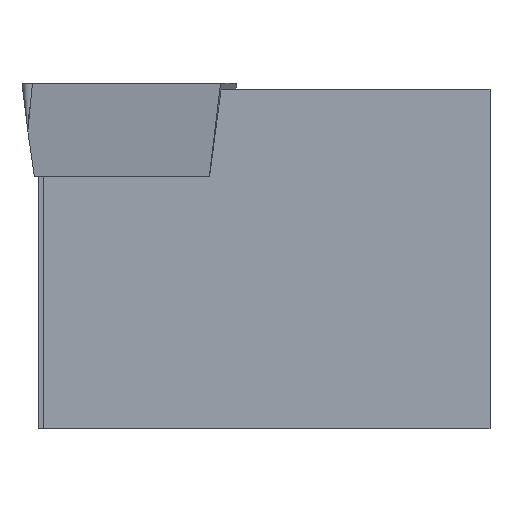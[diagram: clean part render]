
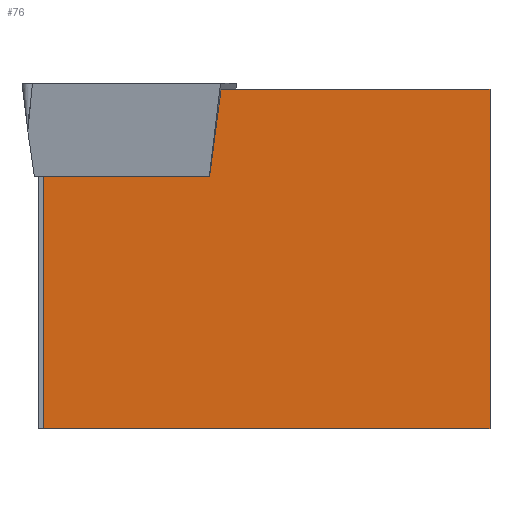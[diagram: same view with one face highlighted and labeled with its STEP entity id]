
A CAD part, left-side view. The second image highlights one B-rep face of the part: STEP entity #76.
In plain terms, the highlighted planar face has unit normal (-0.616, -0.788, 0).
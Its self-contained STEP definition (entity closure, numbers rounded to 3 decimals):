
#76=ADVANCED_FACE('',(#121),#101,.F.);
#101=PLANE('',#496);
#121=FACE_OUTER_BOUND('',#145,.T.);
#145=EDGE_LOOP('',(#176,#177,#178,#179,#180,#181));
#176=ORIENTED_EDGE('',*,*,#336,.F.);
#177=ORIENTED_EDGE('',*,*,#337,.F.);
#178=ORIENTED_EDGE('',*,*,#338,.T.);
#179=ORIENTED_EDGE('',*,*,#339,.F.);
#180=ORIENTED_EDGE('',*,*,#340,.F.);
#181=ORIENTED_EDGE('',*,*,#331,.F.);
#290=VERTEX_POINT('',#653);
#292=VERTEX_POINT('',#656);
#296=VERTEX_POINT('',#666);
#297=VERTEX_POINT('',#668);
#298=VERTEX_POINT('',#670);
#299=VERTEX_POINT('',#672);
#331=EDGE_CURVE('',#290,#292,#391,.T.);
#336=EDGE_CURVE('',#296,#290,#396,.T.);
#337=EDGE_CURVE('',#297,#296,#397,.T.);
#338=EDGE_CURVE('',#297,#298,#398,.T.);
#339=EDGE_CURVE('',#299,#298,#399,.T.);
#340=EDGE_CURVE('',#292,#299,#400,.T.);
#391=LINE('',#655,#443);
#396=LINE('',#665,#448);
#397=LINE('',#667,#449);
#398=LINE('',#669,#450);
#399=LINE('',#671,#451);
#400=LINE('',#673,#452);
#443=VECTOR('',#532,1.);
#448=VECTOR('',#539,1.);
#449=VECTOR('',#540,1.);
#450=VECTOR('',#541,1.);
#451=VECTOR('',#542,1.);
#452=VECTOR('',#543,1.);
#496=AXIS2_PLACEMENT_3D('',#674,#544,#545);
#532=DIRECTION('',(0.788,-0.616,0.));
#539=DIRECTION('',(0.165,-0.129,0.978));
#540=DIRECTION('',(0.788,-0.616,0.));
#541=DIRECTION('',(0.,0.,-1.));
#542=DIRECTION('',(-0.788,0.616,0.));
#543=DIRECTION('',(0.,0.,-1.));
#544=DIRECTION('',(0.616,0.788,0.));
#545=DIRECTION('',(-0.788,0.616,0.));
#653=CARTESIAN_POINT('',(9.11,9.188,-0.2));
#655=CARTESIAN_POINT('',(27.3,-5.023,-0.2));
#656=CARTESIAN_POINT('',(20.871,0.,-0.2));
#665=CARTESIAN_POINT('',(6.714,11.061,-14.408));
#666=CARTESIAN_POINT('',(8.608,9.581,-3.18));
#667=CARTESIAN_POINT('',(27.3,-5.023,-3.18));
#668=CARTESIAN_POINT('',(1.33,15.267,-3.18));
#669=CARTESIAN_POINT('',(1.33,15.267,-20.));
#670=CARTESIAN_POINT('',(1.33,15.267,-11.8));
#671=CARTESIAN_POINT('',(27.3,-5.023,-11.8));
#672=CARTESIAN_POINT('',(20.871,0.,-11.8));
#673=CARTESIAN_POINT('',(20.871,0.,-20.));
#674=CARTESIAN_POINT('',(27.3,-5.023,-20.));
